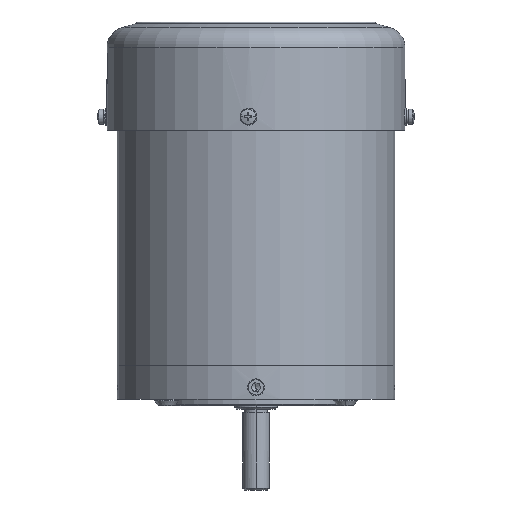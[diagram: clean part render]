
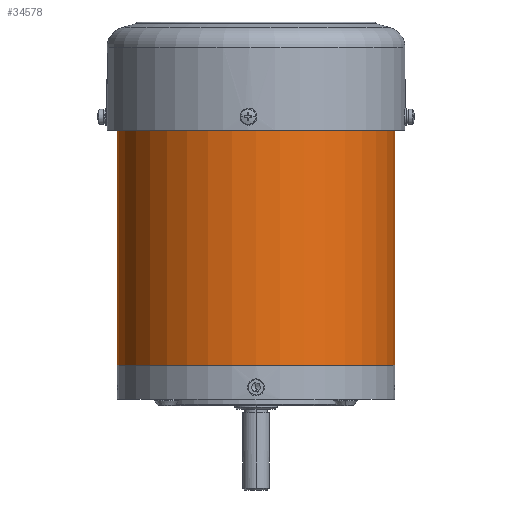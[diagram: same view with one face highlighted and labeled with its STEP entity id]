
A CAD part, front view. The second image highlights one B-rep face of the part: STEP entity #34578.
In plain terms, the highlighted cylindrical face has radius 82 mm (diameter 164 mm), a partial arc.
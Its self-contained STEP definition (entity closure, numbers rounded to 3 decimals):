
#372 = CARTESIAN_POINT ( 'NONE',  ( 82., 0., 140. ) ) ;
#607 = LINE ( 'NONE', #14850, #9079 ) ;
#2180 = DIRECTION ( 'NONE',  ( 1., 0., 0. ) ) ;
#2429 = CARTESIAN_POINT ( 'NONE',  ( 82., 0., 140. ) ) ;
#3963 = DIRECTION ( 'NONE',  ( 0., 0., -1. ) ) ;
#4036 = DIRECTION ( 'NONE',  ( 0., 0., -1. ) ) ;
#5037 = VECTOR ( 'NONE', #3963, 1000. ) ;
#5491 = DIRECTION ( 'NONE',  ( -1., 0., 0. ) ) ;
#6159 = ORIENTED_EDGE ( 'NONE', *, *, #34610, .F. ) ;
#7307 = CARTESIAN_POINT ( 'NONE',  ( 82., 0., 0. ) ) ;
#9079 = VECTOR ( 'NONE', #4036, 1000. ) ;
#9379 = CARTESIAN_POINT ( 'NONE',  ( -82., 0., 0. ) ) ;
#14850 = CARTESIAN_POINT ( 'NONE',  ( -82., 0., 140. ) ) ;
#15685 = LINE ( 'NONE', #372, #5037 ) ;
#15819 = CARTESIAN_POINT ( 'NONE',  ( 0., 0., 0. ) ) ;
#16284 = DIRECTION ( 'NONE',  ( 0., 0., -1. ) ) ;
#17940 = ORIENTED_EDGE ( 'NONE', *, *, #43503, .T. ) ;
#18416 = AXIS2_PLACEMENT_3D ( 'NONE', #44941, #23598, #2180 ) ;
#18741 = CYLINDRICAL_SURFACE ( 'NONE', #23196, 82. ) ;
#19277 = VERTEX_POINT ( 'NONE', #7307 ) ;
#19399 = DIRECTION ( 'NONE',  ( 1., 0., 0. ) ) ;
#21885 = VERTEX_POINT ( 'NONE', #2429 ) ;
#23196 = AXIS2_PLACEMENT_3D ( 'NONE', #30484, #16284, #5491 ) ;
#23598 = DIRECTION ( 'NONE',  ( 0., 0., 1. ) ) ;
#25384 = CARTESIAN_POINT ( 'NONE',  ( -82., 0., 140. ) ) ;
#27157 = ORIENTED_EDGE ( 'NONE', *, *, #45643, .T. ) ;
#27204 = EDGE_CURVE ( 'NONE', #21885, #19277, #15685, .T. ) ;
#29334 = FACE_OUTER_BOUND ( 'NONE', #36978, .T. ) ;
#29894 = VERTEX_POINT ( 'NONE', #9379 ) ;
#30484 = CARTESIAN_POINT ( 'NONE',  ( 0., 0., 140. ) ) ;
#33673 = AXIS2_PLACEMENT_3D ( 'NONE', #15819, #40766, #19399 ) ;
#34578 = ADVANCED_FACE ( 'NONE', ( #29334 ), #18741, .T. ) ;
#34610 = EDGE_CURVE ( 'NONE', #40446, #21885, #39944, .T. ) ;
#36978 = EDGE_LOOP ( 'NONE', ( #46051, #6159, #27157, #17940 ) ) ;
#39944 = CIRCLE ( 'NONE', #18416, 82. ) ;
#40446 = VERTEX_POINT ( 'NONE', #25384 ) ;
#40766 = DIRECTION ( 'NONE',  ( 0., 0., 1. ) ) ;
#43503 = EDGE_CURVE ( 'NONE', #29894, #19277, #46163, .T. ) ;
#44941 = CARTESIAN_POINT ( 'NONE',  ( 0., 0., 140. ) ) ;
#45643 = EDGE_CURVE ( 'NONE', #40446, #29894, #607, .T. ) ;
#46051 = ORIENTED_EDGE ( 'NONE', *, *, #27204, .F. ) ;
#46163 = CIRCLE ( 'NONE', #33673, 82. ) ;
